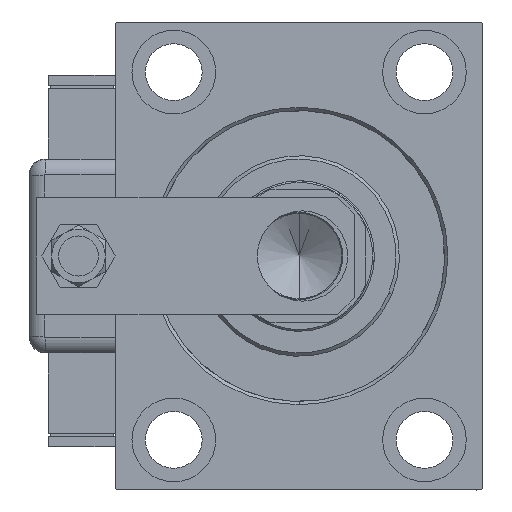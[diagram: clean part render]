
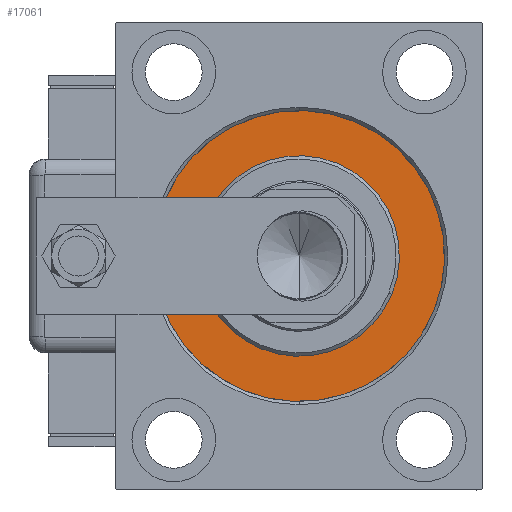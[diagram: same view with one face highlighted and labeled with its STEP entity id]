
A CAD part, left-side view. The second image highlights one B-rep face of the part: STEP entity #17061.
In plain terms, the highlighted face is planar.
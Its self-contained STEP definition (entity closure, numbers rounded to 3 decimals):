
#583 = CARTESIAN_POINT ( 'NONE',  ( 0., 0., 0. ) ) ;
#2297 = VERTEX_POINT ( 'NONE', #44007 ) ;
#4096 = EDGE_CURVE ( 'NONE', #18066, #59011, #4634, .T. ) ;
#4634 = CIRCLE ( 'NONE', #26885, 30. ) ;
#5308 = DIRECTION ( 'NONE',  ( 0., 0., -1. ) ) ;
#5843 = EDGE_LOOP ( 'NONE', ( #47391, #10091 ) ) ;
#5916 = ORIENTED_EDGE ( 'NONE', *, *, #23948, .F. ) ;
#7314 = DIRECTION ( 'NONE',  ( 0., 0., 1. ) ) ;
#9336 = DIRECTION ( 'NONE',  ( 0., 0., 1. ) ) ;
#10091 = ORIENTED_EDGE ( 'NONE', *, *, #34762, .F. ) ;
#11302 = DIRECTION ( 'NONE',  ( 0., 0., -1. ) ) ;
#14090 = CARTESIAN_POINT ( 'NONE',  ( 0., 0., 0. ) ) ;
#15470 = FACE_BOUND ( 'NONE', #5843, .T. ) ;
#17061 = ADVANCED_FACE ( 'NONE', ( #15470, #52373 ), #29989, .F. ) ;
#18066 = VERTEX_POINT ( 'NONE', #27034 ) ;
#19859 = CIRCLE ( 'NONE', #34366, 43.5 ) ;
#23948 = EDGE_CURVE ( 'NONE', #29367, #2297, #19859, .T. ) ;
#25247 = DIRECTION ( 'NONE',  ( 1., 0., 0. ) ) ;
#26885 = AXIS2_PLACEMENT_3D ( 'NONE', #14090, #33153, #5308 ) ;
#27034 = CARTESIAN_POINT ( 'NONE',  ( 0., 0., 30. ) ) ;
#27756 = EDGE_LOOP ( 'NONE', ( #5916, #43435 ) ) ;
#29182 = CARTESIAN_POINT ( 'NONE',  ( 0., 0., 0. ) ) ;
#29367 = VERTEX_POINT ( 'NONE', #41573 ) ;
#29649 = AXIS2_PLACEMENT_3D ( 'NONE', #583, #37463, #9336 ) ;
#29989 = PLANE ( 'NONE',  #56303 ) ;
#31002 = EDGE_CURVE ( 'NONE', #2297, #29367, #51835, .T. ) ;
#31736 = CIRCLE ( 'NONE', #45228, 30. ) ;
#33153 = DIRECTION ( 'NONE',  ( 1., 0., 0. ) ) ;
#33931 = DIRECTION ( 'NONE',  ( -1., 0., 0. ) ) ;
#34366 = AXIS2_PLACEMENT_3D ( 'NONE', #39986, #45111, #7314 ) ;
#34762 = EDGE_CURVE ( 'NONE', #59011, #18066, #31736, .T. ) ;
#37463 = DIRECTION ( 'NONE',  ( -1., 0., 0. ) ) ;
#39255 = CARTESIAN_POINT ( 'NONE',  ( 0., 0., -30. ) ) ;
#39986 = CARTESIAN_POINT ( 'NONE',  ( 0., 0., 0. ) ) ;
#41573 = CARTESIAN_POINT ( 'NONE',  ( 0., 0., -43.5 ) ) ;
#43435 = ORIENTED_EDGE ( 'NONE', *, *, #31002, .F. ) ;
#44007 = CARTESIAN_POINT ( 'NONE',  ( 0., 0., 43.5 ) ) ;
#45111 = DIRECTION ( 'NONE',  ( -1., 0., 0. ) ) ;
#45228 = AXIS2_PLACEMENT_3D ( 'NONE', #29182, #25247, #11302 ) ;
#47391 = ORIENTED_EDGE ( 'NONE', *, *, #4096, .F. ) ;
#48419 = DIRECTION ( 'NONE',  ( 0., 0., 1. ) ) ;
#51835 = CIRCLE ( 'NONE', #29649, 43.5 ) ;
#52373 = FACE_OUTER_BOUND ( 'NONE', #27756, .T. ) ;
#56303 = AXIS2_PLACEMENT_3D ( 'NONE', #56915, #33931, #48419 ) ;
#56915 = CARTESIAN_POINT ( 'NONE',  ( 0., 0., 0. ) ) ;
#59011 = VERTEX_POINT ( 'NONE', #39255 ) ;
